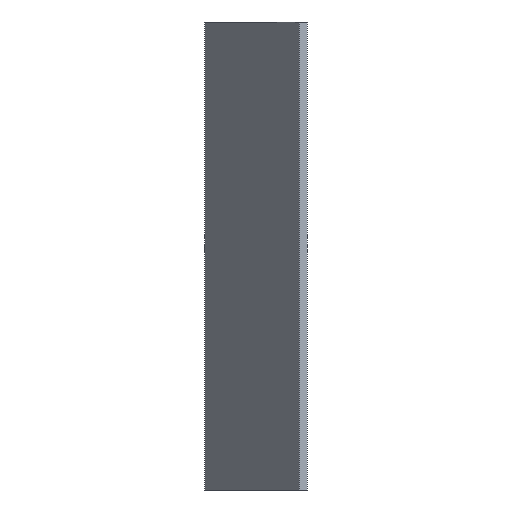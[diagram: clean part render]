
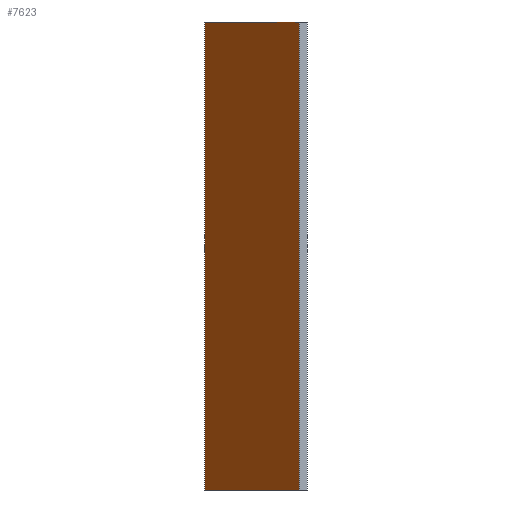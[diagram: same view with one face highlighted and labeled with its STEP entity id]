
A CAD part, left-side view. The second image highlights one B-rep face of the part: STEP entity #7623.
In plain terms, the highlighted planar face has unit normal (-0.643, 0.766, 0).
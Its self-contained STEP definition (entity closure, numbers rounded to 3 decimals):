
#691 = PLANE('',#692);
#692 = AXIS2_PLACEMENT_3D('',#693,#694,#695);
#693 = CARTESIAN_POINT('',(5676.456,-6353.83,
    1362.5));
#694 = DIRECTION('',(0.,0.,1.));
#695 = DIRECTION('',(-0.766,-0.643,0.));
#719 = PLANE('',#720);
#720 = AXIS2_PLACEMENT_3D('',#721,#722,#723);
#721 = CARTESIAN_POINT('',(5571.769,-6424.701,
    627.5));
#722 = DIRECTION('',(-0.766,-0.643,0.));
#723 = DIRECTION('',(0.643,-0.766,0.));
#747 = PLANE('',#748);
#748 = AXIS2_PLACEMENT_3D('',#749,#750,#751);
#749 = CARTESIAN_POINT('',(5757.083,-6286.177,
    -107.5));
#750 = DIRECTION('',(-0.,0.,-1.));
#751 = DIRECTION('',(-0.643,0.766,0.));
#7623 = ADVANCED_FACE('',(#7624),#7638,.F.);
#7624 = FACE_BOUND('',#7625,.T.);
#7625 = EDGE_LOOP('',(#7626,#7656,#7684,#7707));
#7626 = ORIENTED_EDGE('',*,*,#7627,.F.);
#7627 = EDGE_CURVE('',#7628,#7630,#7632,.T.);
#7628 = VERTEX_POINT('',#7629);
#7629 = CARTESIAN_POINT('',(5925.683,-6127.735,
    1362.5));
#7630 = VERTEX_POINT('',#7631);
#7631 = CARTESIAN_POINT('',(5571.769,-6424.701,
    1362.5));
#7632 = SURFACE_CURVE('',#7633,(#7637,#7649),.PCURVE_S1.);
#7633 = LINE('',#7634,#7635);
#7634 = CARTESIAN_POINT('',(5748.726,-6276.218,
    1362.5));
#7635 = VECTOR('',#7636,1.);
#7636 = DIRECTION('',(-0.766,-0.643,0.));
#7637 = PCURVE('',#7638,#7643);
#7638 = PLANE('',#7639);
#7639 = AXIS2_PLACEMENT_3D('',#7640,#7641,#7642);
#7640 = CARTESIAN_POINT('',(5571.769,-6424.701,
    1362.5));
#7641 = DIRECTION('',(0.643,-0.766,0.));
#7642 = DIRECTION('',(-0.766,-0.643,0.));
#7643 = DEFINITIONAL_REPRESENTATION('',(#7644),#7648);
#7644 = LINE('',#7645,#7646);
#7645 = CARTESIAN_POINT('',(-231.,0.));
#7646 = VECTOR('',#7647,1.);
#7647 = DIRECTION('',(1.,0.));
#7648 = ( GEOMETRIC_REPRESENTATION_CONTEXT(2) 
PARAMETRIC_REPRESENTATION_CONTEXT() REPRESENTATION_CONTEXT('2D SPACE',''
  ) );
#7649 = PCURVE('',#691,#7650);
#7650 = DEFINITIONAL_REPRESENTATION('',(#7651),#7655);
#7651 = LINE('',#7652,#7653);
#7652 = CARTESIAN_POINT('',(-105.25,-13.));
#7653 = VECTOR('',#7654,1.);
#7654 = DIRECTION('',(1.,0.));
#7655 = ( GEOMETRIC_REPRESENTATION_CONTEXT(2) 
PARAMETRIC_REPRESENTATION_CONTEXT() REPRESENTATION_CONTEXT('2D SPACE',''
  ) );
#7656 = ORIENTED_EDGE('',*,*,#7657,.T.);
#7657 = EDGE_CURVE('',#7628,#7658,#7660,.T.);
#7658 = VERTEX_POINT('',#7659);
#7659 = CARTESIAN_POINT('',(5925.683,-6127.735,
    -107.5));
#7660 = SURFACE_CURVE('',#7661,(#7665,#7672),.PCURVE_S1.);
#7661 = LINE('',#7662,#7663);
#7662 = CARTESIAN_POINT('',(5925.683,-6127.735,
    995.));
#7663 = VECTOR('',#7664,1.);
#7664 = DIRECTION('',(0.,-0.,-1.));
#7665 = PCURVE('',#7638,#7666);
#7666 = DEFINITIONAL_REPRESENTATION('',(#7667),#7671);
#7667 = LINE('',#7668,#7669);
#7668 = CARTESIAN_POINT('',(-462.,367.5));
#7669 = VECTOR('',#7670,1.);
#7670 = DIRECTION('',(0.,1.));
#7671 = ( GEOMETRIC_REPRESENTATION_CONTEXT(2) 
PARAMETRIC_REPRESENTATION_CONTEXT() REPRESENTATION_CONTEXT('2D SPACE',''
  ) );
#7672 = PCURVE('',#7673,#7678);
#7673 = PLANE('',#7674);
#7674 = AXIS2_PLACEMENT_3D('',#7675,#7676,#7677);
#7675 = CARTESIAN_POINT('',(5925.683,-6127.735,
    627.5));
#7676 = DIRECTION('',(-0.766,-0.643,0.));
#7677 = DIRECTION('',(0.643,-0.766,0.));
#7678 = DEFINITIONAL_REPRESENTATION('',(#7679),#7683);
#7679 = LINE('',#7680,#7681);
#7680 = CARTESIAN_POINT('',(0.,367.5));
#7681 = VECTOR('',#7682,1.);
#7682 = DIRECTION('',(0.,-1.));
#7683 = ( GEOMETRIC_REPRESENTATION_CONTEXT(2) 
PARAMETRIC_REPRESENTATION_CONTEXT() REPRESENTATION_CONTEXT('2D SPACE',''
  ) );
#7684 = ORIENTED_EDGE('',*,*,#7685,.F.);
#7685 = EDGE_CURVE('',#7686,#7658,#7688,.T.);
#7686 = VERTEX_POINT('',#7687);
#7687 = CARTESIAN_POINT('',(5571.769,-6424.701,
    -107.5));
#7688 = SURFACE_CURVE('',#7689,(#7693,#7700),.PCURVE_S1.);
#7689 = LINE('',#7690,#7691);
#7690 = CARTESIAN_POINT('',(5748.726,-6276.218,
    -107.5));
#7691 = VECTOR('',#7692,1.);
#7692 = DIRECTION('',(0.766,0.643,0.));
#7693 = PCURVE('',#7638,#7694);
#7694 = DEFINITIONAL_REPRESENTATION('',(#7695),#7699);
#7695 = LINE('',#7696,#7697);
#7696 = CARTESIAN_POINT('',(-231.,1470.));
#7697 = VECTOR('',#7698,1.);
#7698 = DIRECTION('',(-1.,0.));
#7699 = ( GEOMETRIC_REPRESENTATION_CONTEXT(2) 
PARAMETRIC_REPRESENTATION_CONTEXT() REPRESENTATION_CONTEXT('2D SPACE',''
  ) );
#7700 = PCURVE('',#747,#7701);
#7701 = DEFINITIONAL_REPRESENTATION('',(#7702),#7706);
#7702 = LINE('',#7703,#7704);
#7703 = CARTESIAN_POINT('',(13.,0.));
#7704 = VECTOR('',#7705,1.);
#7705 = DIRECTION('',(0.,1.));
#7706 = ( GEOMETRIC_REPRESENTATION_CONTEXT(2) 
PARAMETRIC_REPRESENTATION_CONTEXT() REPRESENTATION_CONTEXT('2D SPACE',''
  ) );
#7707 = ORIENTED_EDGE('',*,*,#7708,.F.);
#7708 = EDGE_CURVE('',#7630,#7686,#7709,.T.);
#7709 = SURFACE_CURVE('',#7710,(#7714,#7721),.PCURVE_S1.);
#7710 = LINE('',#7711,#7712);
#7711 = CARTESIAN_POINT('',(5571.769,-6424.701,
    995.));
#7712 = VECTOR('',#7713,1.);
#7713 = DIRECTION('',(0.,-0.,-1.));
#7714 = PCURVE('',#7638,#7715);
#7715 = DEFINITIONAL_REPRESENTATION('',(#7716),#7720);
#7716 = LINE('',#7717,#7718);
#7717 = CARTESIAN_POINT('',(0.,367.5));
#7718 = VECTOR('',#7719,1.);
#7719 = DIRECTION('',(0.,1.));
#7720 = ( GEOMETRIC_REPRESENTATION_CONTEXT(2) 
PARAMETRIC_REPRESENTATION_CONTEXT() REPRESENTATION_CONTEXT('2D SPACE',''
  ) );
#7721 = PCURVE('',#719,#7722);
#7722 = DEFINITIONAL_REPRESENTATION('',(#7723),#7727);
#7723 = LINE('',#7724,#7725);
#7724 = CARTESIAN_POINT('',(0.,367.5));
#7725 = VECTOR('',#7726,1.);
#7726 = DIRECTION('',(0.,-1.));
#7727 = ( GEOMETRIC_REPRESENTATION_CONTEXT(2) 
PARAMETRIC_REPRESENTATION_CONTEXT() REPRESENTATION_CONTEXT('2D SPACE',''
  ) );
